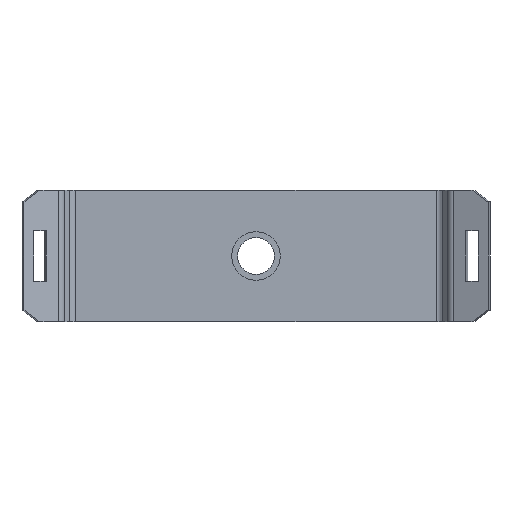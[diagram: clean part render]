
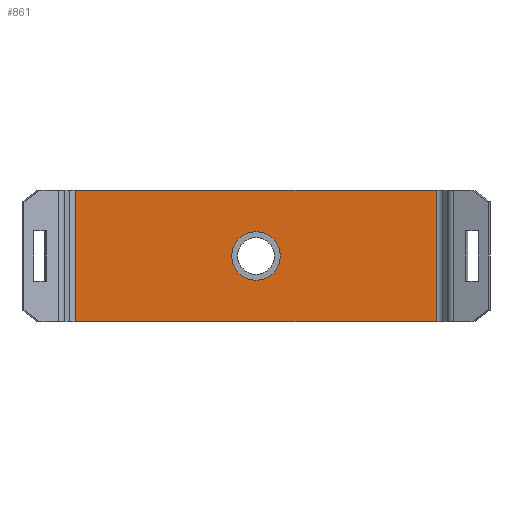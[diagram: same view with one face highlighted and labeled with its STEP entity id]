
A CAD part, front view. The second image highlights one B-rep face of the part: STEP entity #861.
In plain terms, the highlighted planar face has unit normal (0, -1, 0).
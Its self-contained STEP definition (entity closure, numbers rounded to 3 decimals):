
#25 = CARTESIAN_POINT ( 'NONE',  ( 20.534, 0., 15. ) ) ;
#31 = EDGE_LOOP ( 'NONE', ( #43, #1601 ) ) ;
#43 = ORIENTED_EDGE ( 'NONE', *, *, #483, .F. ) ;
#47 = EDGE_CURVE ( 'NONE', #151, #171, #733, .T. ) ;
#48 = FACE_OUTER_BOUND ( 'NONE', #302, .T. ) ;
#54 = DIRECTION ( 'NONE',  ( 1., 0., 0. ) ) ;
#66 = VECTOR ( 'NONE', #707, 1000. ) ;
#84 = ORIENTED_EDGE ( 'NONE', *, *, #109, .T. ) ;
#109 = EDGE_CURVE ( 'NONE', #1022, #726, #1233, .T. ) ;
#151 = VERTEX_POINT ( 'NONE', #1642 ) ;
#171 = VERTEX_POINT ( 'NONE', #463 ) ;
#179 = CARTESIAN_POINT ( 'NONE',  ( -20.534, 0., 0. ) ) ;
#189 = CARTESIAN_POINT ( 'NONE',  ( -20.534, 0., 15. ) ) ;
#223 = VERTEX_POINT ( 'NONE', #189 ) ;
#302 = EDGE_LOOP ( 'NONE', ( #84, #976, #767, #1658 ) ) ;
#303 = LINE ( 'NONE', #1365, #1278 ) ;
#304 = DIRECTION ( 'NONE',  ( 0., 0., 1. ) ) ;
#312 = CARTESIAN_POINT ( 'NONE',  ( 20.534, 0., 15. ) ) ;
#362 = VECTOR ( 'NONE', #1244, 1000. ) ;
#425 = CARTESIAN_POINT ( 'NONE',  ( -20.534, 0., 15. ) ) ;
#432 = VERTEX_POINT ( 'NONE', #25 ) ;
#433 = LINE ( 'NONE', #839, #362 ) ;
#463 = CARTESIAN_POINT ( 'NONE',  ( 0., 0., 10.262 ) ) ;
#483 = EDGE_CURVE ( 'NONE', #171, #151, #722, .T. ) ;
#506 = LINE ( 'NONE', #312, #66 ) ;
#559 = DIRECTION ( 'NONE',  ( 1., 0., 0. ) ) ;
#568 = DIRECTION ( 'NONE',  ( 0., 1., 0. ) ) ;
#700 = AXIS2_PLACEMENT_3D ( 'NONE', #1416, #1676, #1274 ) ;
#707 = DIRECTION ( 'NONE',  ( 0., 0., -1. ) ) ;
#715 = DIRECTION ( 'NONE',  ( 0., 0., 1. ) ) ;
#722 = CIRCLE ( 'NONE', #1166, 2.762 ) ;
#726 = VERTEX_POINT ( 'NONE', #1438 ) ;
#733 = CIRCLE ( 'NONE', #700, 2.762 ) ;
#767 = ORIENTED_EDGE ( 'NONE', *, *, #931, .F. ) ;
#816 = VECTOR ( 'NONE', #559, 1000. ) ;
#836 = EDGE_CURVE ( 'NONE', #432, #726, #506, .T. ) ;
#839 = CARTESIAN_POINT ( 'NONE',  ( -20.534, 0., 15. ) ) ;
#861 = ADVANCED_FACE ( 'NONE', ( #48, #1373 ), #962, .F. ) ;
#899 = EDGE_CURVE ( 'NONE', #223, #1022, #433, .T. ) ;
#931 = EDGE_CURVE ( 'NONE', #223, #432, #303, .T. ) ;
#962 = PLANE ( 'NONE',  #1461 ) ;
#976 = ORIENTED_EDGE ( 'NONE', *, *, #836, .F. ) ;
#1022 = VERTEX_POINT ( 'NONE', #1028 ) ;
#1028 = CARTESIAN_POINT ( 'NONE',  ( -20.534, 0., 0. ) ) ;
#1166 = AXIS2_PLACEMENT_3D ( 'NONE', #1239, #1623, #304 ) ;
#1233 = LINE ( 'NONE', #179, #816 ) ;
#1239 = CARTESIAN_POINT ( 'NONE',  ( 0., 0., 7.5 ) ) ;
#1244 = DIRECTION ( 'NONE',  ( 0., 0., -1. ) ) ;
#1274 = DIRECTION ( 'NONE',  ( 0., 0., 1. ) ) ;
#1278 = VECTOR ( 'NONE', #54, 1000. ) ;
#1365 = CARTESIAN_POINT ( 'NONE',  ( -20.534, 0., 15. ) ) ;
#1373 = FACE_BOUND ( 'NONE', #31, .T. ) ;
#1416 = CARTESIAN_POINT ( 'NONE',  ( 0., 0., 7.5 ) ) ;
#1438 = CARTESIAN_POINT ( 'NONE',  ( 20.534, 0., 0. ) ) ;
#1461 = AXIS2_PLACEMENT_3D ( 'NONE', #425, #568, #715 ) ;
#1601 = ORIENTED_EDGE ( 'NONE', *, *, #47, .F. ) ;
#1623 = DIRECTION ( 'NONE',  ( 0., -1., 0. ) ) ;
#1642 = CARTESIAN_POINT ( 'NONE',  ( 0., 0., 4.738 ) ) ;
#1658 = ORIENTED_EDGE ( 'NONE', *, *, #899, .T. ) ;
#1676 = DIRECTION ( 'NONE',  ( 0., -1., 0. ) ) ;
